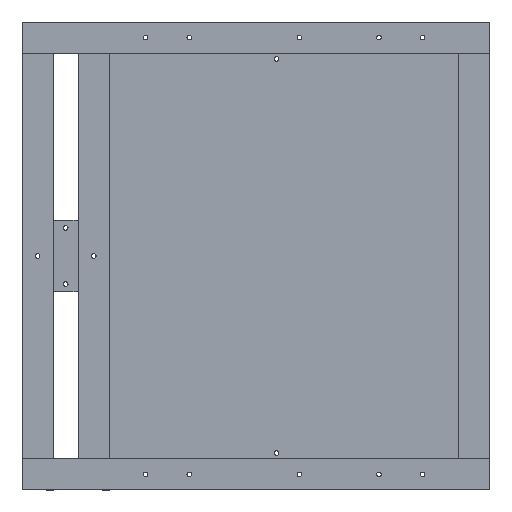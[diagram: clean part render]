
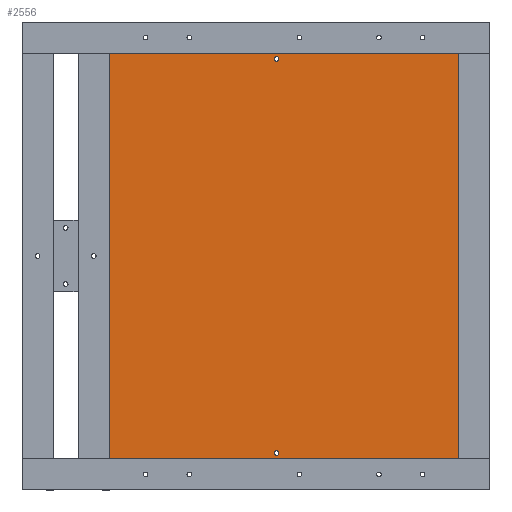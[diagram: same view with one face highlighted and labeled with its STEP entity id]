
A CAD part, front view. The second image highlights one B-rep face of the part: STEP entity #2556.
In plain terms, the highlighted planar face has unit normal (0, -1, 0).
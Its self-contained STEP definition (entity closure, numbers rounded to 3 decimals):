
#155=FACE_BOUND('',#561,.T.);
#156=FACE_BOUND('',#562,.T.);
#157=FACE_BOUND('',#563,.T.);
#158=FACE_BOUND('',#564,.T.);
#159=FACE_BOUND('',#565,.T.);
#160=FACE_BOUND('',#566,.T.);
#161=FACE_BOUND('',#567,.T.);
#162=FACE_BOUND('',#568,.T.);
#163=FACE_BOUND('',#569,.T.);
#164=FACE_BOUND('',#570,.T.);
#165=FACE_BOUND('',#571,.T.);
#166=FACE_BOUND('',#572,.T.);
#262=PLANE('',#2979);
#388=FACE_OUTER_BOUND('',#560,.T.);
#560=EDGE_LOOP('',(#2351,#2352,#2353,#2354));
#561=EDGE_LOOP('',(#2355));
#562=EDGE_LOOP('',(#2356));
#563=EDGE_LOOP('',(#2357));
#564=EDGE_LOOP('',(#2358));
#565=EDGE_LOOP('',(#2359));
#566=EDGE_LOOP('',(#2360));
#567=EDGE_LOOP('',(#2361));
#568=EDGE_LOOP('',(#2362));
#569=EDGE_LOOP('',(#2363));
#570=EDGE_LOOP('',(#2364));
#571=EDGE_LOOP('',(#2365));
#572=EDGE_LOOP('',(#2366));
#817=LINE('',#4363,#1075);
#821=LINE('',#4371,#1079);
#824=LINE('',#4377,#1082);
#827=LINE('',#4382,#1085);
#1075=VECTOR('',#3633,10.);
#1079=VECTOR('',#3639,10.);
#1082=VECTOR('',#3644,10.);
#1085=VECTOR('',#3649,10.);
#1138=CIRCLE('',#2930,7.5);
#1141=CIRCLE('',#2934,7.5);
#1144=CIRCLE('',#2938,7.5);
#1147=CIRCLE('',#2942,7.5);
#1150=CIRCLE('',#2946,7.5);
#1153=CIRCLE('',#2950,7.5);
#1156=CIRCLE('',#2954,7.5);
#1159=CIRCLE('',#2958,7.5);
#1162=CIRCLE('',#2962,7.5);
#1165=CIRCLE('',#2966,7.5);
#1168=CIRCLE('',#2970,7.5);
#1169=CIRCLE('',#2972,7.5);
#1350=VERTEX_POINT('',#4271);
#1353=VERTEX_POINT('',#4279);
#1356=VERTEX_POINT('',#4287);
#1359=VERTEX_POINT('',#4295);
#1362=VERTEX_POINT('',#4303);
#1365=VERTEX_POINT('',#4311);
#1368=VERTEX_POINT('',#4319);
#1371=VERTEX_POINT('',#4327);
#1374=VERTEX_POINT('',#4335);
#1377=VERTEX_POINT('',#4343);
#1380=VERTEX_POINT('',#4351);
#1381=VERTEX_POINT('',#4355);
#1383=VERTEX_POINT('',#4361);
#1384=VERTEX_POINT('',#4362);
#1387=VERTEX_POINT('',#4370);
#1389=VERTEX_POINT('',#4376);
#1663=EDGE_CURVE('',#1350,#1350,#1138,.T.);
#1667=EDGE_CURVE('',#1353,#1353,#1141,.T.);
#1671=EDGE_CURVE('',#1356,#1356,#1144,.T.);
#1675=EDGE_CURVE('',#1359,#1359,#1147,.T.);
#1679=EDGE_CURVE('',#1362,#1362,#1150,.T.);
#1683=EDGE_CURVE('',#1365,#1365,#1153,.T.);
#1687=EDGE_CURVE('',#1368,#1368,#1156,.T.);
#1691=EDGE_CURVE('',#1371,#1371,#1159,.T.);
#1695=EDGE_CURVE('',#1374,#1374,#1162,.T.);
#1699=EDGE_CURVE('',#1377,#1377,#1165,.T.);
#1703=EDGE_CURVE('',#1380,#1380,#1168,.T.);
#1704=EDGE_CURVE('',#1381,#1381,#1169,.T.);
#1707=EDGE_CURVE('',#1383,#1384,#817,.T.);
#1711=EDGE_CURVE('',#1387,#1383,#821,.T.);
#1714=EDGE_CURVE('',#1389,#1387,#824,.T.);
#1717=EDGE_CURVE('',#1384,#1389,#827,.T.);
#2351=ORIENTED_EDGE('',*,*,#1717,.F.);
#2352=ORIENTED_EDGE('',*,*,#1707,.F.);
#2353=ORIENTED_EDGE('',*,*,#1711,.F.);
#2354=ORIENTED_EDGE('',*,*,#1714,.F.);
#2355=ORIENTED_EDGE('',*,*,#1663,.T.);
#2356=ORIENTED_EDGE('',*,*,#1667,.T.);
#2357=ORIENTED_EDGE('',*,*,#1671,.T.);
#2358=ORIENTED_EDGE('',*,*,#1675,.T.);
#2359=ORIENTED_EDGE('',*,*,#1679,.T.);
#2360=ORIENTED_EDGE('',*,*,#1683,.T.);
#2361=ORIENTED_EDGE('',*,*,#1687,.T.);
#2362=ORIENTED_EDGE('',*,*,#1691,.T.);
#2363=ORIENTED_EDGE('',*,*,#1695,.T.);
#2364=ORIENTED_EDGE('',*,*,#1699,.T.);
#2365=ORIENTED_EDGE('',*,*,#1703,.T.);
#2366=ORIENTED_EDGE('',*,*,#1704,.T.);
#2556=ADVANCED_FACE('',(#388,#155,#156,#157,#158,#159,#160,#161,#162,#163,
#164,#165,#166),#262,.F.);
#2930=AXIS2_PLACEMENT_3D('',#4273,#3532,#3533);
#2934=AXIS2_PLACEMENT_3D('',#4281,#3541,#3542);
#2938=AXIS2_PLACEMENT_3D('',#4289,#3550,#3551);
#2942=AXIS2_PLACEMENT_3D('',#4297,#3559,#3560);
#2946=AXIS2_PLACEMENT_3D('',#4305,#3568,#3569);
#2950=AXIS2_PLACEMENT_3D('',#4313,#3577,#3578);
#2954=AXIS2_PLACEMENT_3D('',#4321,#3586,#3587);
#2958=AXIS2_PLACEMENT_3D('',#4329,#3595,#3596);
#2962=AXIS2_PLACEMENT_3D('',#4337,#3604,#3605);
#2966=AXIS2_PLACEMENT_3D('',#4345,#3613,#3614);
#2970=AXIS2_PLACEMENT_3D('',#4353,#3622,#3623);
#2972=AXIS2_PLACEMENT_3D('',#4356,#3626,#3627);
#2979=AXIS2_PLACEMENT_3D('',#4385,#3653,#3654);
#3532=DIRECTION('center_axis',(0.,1.,0.));
#3533=DIRECTION('ref_axis',(1.,0.,0.));
#3541=DIRECTION('center_axis',(0.,1.,0.));
#3542=DIRECTION('ref_axis',(1.,0.,0.));
#3550=DIRECTION('center_axis',(0.,1.,0.));
#3551=DIRECTION('ref_axis',(1.,0.,0.));
#3559=DIRECTION('center_axis',(0.,1.,0.));
#3560=DIRECTION('ref_axis',(1.,0.,0.));
#3568=DIRECTION('center_axis',(0.,1.,0.));
#3569=DIRECTION('ref_axis',(1.,0.,0.));
#3577=DIRECTION('center_axis',(0.,1.,0.));
#3578=DIRECTION('ref_axis',(1.,0.,0.));
#3586=DIRECTION('center_axis',(0.,1.,0.));
#3587=DIRECTION('ref_axis',(1.,0.,0.));
#3595=DIRECTION('center_axis',(0.,1.,0.));
#3596=DIRECTION('ref_axis',(1.,0.,0.));
#3604=DIRECTION('center_axis',(0.,1.,0.));
#3605=DIRECTION('ref_axis',(1.,0.,0.));
#3613=DIRECTION('center_axis',(0.,1.,0.));
#3614=DIRECTION('ref_axis',(1.,0.,0.));
#3622=DIRECTION('center_axis',(0.,1.,0.));
#3623=DIRECTION('ref_axis',(1.,0.,0.));
#3626=DIRECTION('center_axis',(0.,1.,0.));
#3627=DIRECTION('ref_axis',(1.,0.,0.));
#3633=DIRECTION('',(-1.,0.,0.));
#3639=DIRECTION('',(0.,0.,-1.));
#3644=DIRECTION('',(1.,0.,0.));
#3649=DIRECTION('',(0.,0.,1.));
#3653=DIRECTION('center_axis',(0.,1.,0.));
#3654=DIRECTION('ref_axis',(0.,0.,
1.));
#4271=CARTESIAN_POINT('',(248.76,0.,-50.));
#4273=CARTESIAN_POINT('Origin',(256.26,0.,-50.));
#4279=CARTESIAN_POINT('',(856.24,0.,-1450.));
#4281=CARTESIAN_POINT('Origin',(863.74,0.,-1450.));
#4287=CARTESIAN_POINT('',(248.76,0.,-1450.));
#4289=CARTESIAN_POINT('Origin',(256.26,0.,-1450.));
#4295=CARTESIAN_POINT('',(856.24,0.,-50.));
#4297=CARTESIAN_POINT('Origin',(863.74,0.,-50.));
#4303=CARTESIAN_POINT('',(108.44,0.,-50.));
#4305=CARTESIAN_POINT('Origin',(115.94,0.,-50.));
#4311=CARTESIAN_POINT('',(996.56,0.,-1450.));
#4313=CARTESIAN_POINT('Origin',(1004.06,0.,-1450.));
#4319=CARTESIAN_POINT('',(108.44,0.,-1450.));
#4321=CARTESIAN_POINT('Origin',(115.94,0.,-1450.));
#4327=CARTESIAN_POINT('',(996.56,0.,-50.));
#4329=CARTESIAN_POINT('Origin',(1004.06,0.,-50.));
#4335=CARTESIAN_POINT('',(528.44,0.,-1381.72));
#4337=CARTESIAN_POINT('Origin',(535.94,0.,-1381.72));
#4343=CARTESIAN_POINT('',(528.44,0.,-118.28));
#4345=CARTESIAN_POINT('Origin',(535.94,0.,-118.28));
#4351=CARTESIAN_POINT('',(601.5,0.,-1450.));
#4353=CARTESIAN_POINT('Origin',(609.,0.,-1450.));
#4355=CARTESIAN_POINT('',(601.5,0.,-50.));
#4356=CARTESIAN_POINT('Origin',(609.,0.,-50.));
#4361=CARTESIAN_POINT('',(1220.,0.,-1500.));
#4362=CARTESIAN_POINT('',(0.,0.,-1500.));
#4363=CARTESIAN_POINT('',(1220.,0.,-1500.));
#4370=CARTESIAN_POINT('',(1220.,0.,0.));
#4371=CARTESIAN_POINT('',(1220.,0.,0.));
#4376=CARTESIAN_POINT('',(0.,0.,0.));
#4377=CARTESIAN_POINT('',(0.,0.,0.));
#4382=CARTESIAN_POINT('',(0.,0.,-1500.));
#4385=CARTESIAN_POINT('Origin',(610.,0.,-750.));
